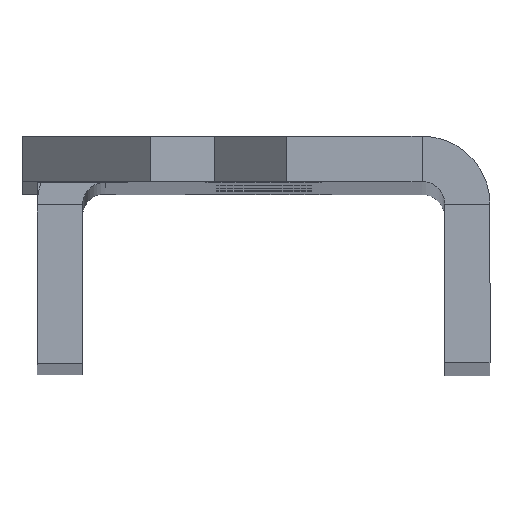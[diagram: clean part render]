
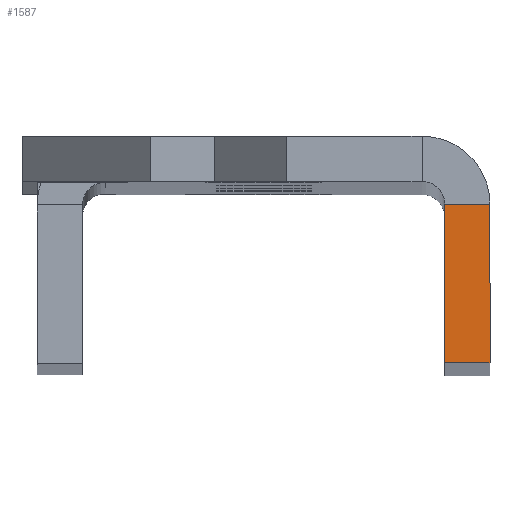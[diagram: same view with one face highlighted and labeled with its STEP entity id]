
A CAD part, top view. The second image highlights one B-rep face of the part: STEP entity #1587.
In plain terms, the highlighted planar face has unit normal (0, 0, 1).
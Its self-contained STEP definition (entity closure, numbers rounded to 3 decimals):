
#15 = ORIENTED_EDGE ( 'NONE', *, *, #656, .F. ) ;
#93 = VECTOR ( 'NONE', #950, 1000. ) ;
#114 = EDGE_CURVE ( 'NONE', #355, #1653, #886, .T. ) ;
#151 = DIRECTION ( 'NONE',  ( 0., -1., 0. ) ) ;
#163 = CARTESIAN_POINT ( 'NONE',  ( -654.148, -1., 166. ) ) ;
#320 = CARTESIAN_POINT ( 'NONE',  ( 10., 2., 166. ) ) ;
#331 = LINE ( 'NONE', #163, #704 ) ;
#355 = VERTEX_POINT ( 'NONE', #995 ) ;
#453 = CARTESIAN_POINT ( 'NONE',  ( 10., -1., 166. ) ) ;
#493 = LINE ( 'NONE', #320, #877 ) ;
#531 = DIRECTION ( 'NONE',  ( 0., 1., 0. ) ) ;
#538 = VERTEX_POINT ( 'NONE', #711 ) ;
#562 = ORIENTED_EDGE ( 'NONE', *, *, #1189, .F. ) ;
#579 = FACE_OUTER_BOUND ( 'NONE', #940, .T. ) ;
#624 = EDGE_CURVE ( 'NONE', #355, #538, #1300, .T. ) ;
#656 = EDGE_CURVE ( 'NONE', #1653, #1250, #331, .T. ) ;
#703 = CARTESIAN_POINT ( 'NONE',  ( 8., 2., 166. ) ) ;
#704 = VECTOR ( 'NONE', #1695, 1000. ) ;
#711 = CARTESIAN_POINT ( 'NONE',  ( 10., -8., 166. ) ) ;
#804 = DIRECTION ( 'NONE',  ( 0., -1., 0. ) ) ;
#860 = ORIENTED_EDGE ( 'NONE', *, *, #624, .T. ) ;
#877 = VECTOR ( 'NONE', #151, 1000. ) ;
#886 = LINE ( 'NONE', #703, #1463 ) ;
#940 = EDGE_LOOP ( 'NONE', ( #562, #15, #1113, #860 ) ) ;
#944 = CARTESIAN_POINT ( 'NONE',  ( 8., -1., 166. ) ) ;
#950 = DIRECTION ( 'NONE',  ( 1., 0., 0. ) ) ;
#981 = DIRECTION ( 'NONE',  ( 0., 0., 1. ) ) ;
#995 = CARTESIAN_POINT ( 'NONE',  ( 8., -8., 166. ) ) ;
#1113 = ORIENTED_EDGE ( 'NONE', *, *, #114, .F. ) ;
#1119 = CARTESIAN_POINT ( 'NONE',  ( -654.148, -8., 166. ) ) ;
#1158 = CARTESIAN_POINT ( 'NONE',  ( -654.148, 2., 166. ) ) ;
#1189 = EDGE_CURVE ( 'NONE', #1250, #538, #493, .T. ) ;
#1218 = AXIS2_PLACEMENT_3D ( 'NONE', #1158, #981, #804 ) ;
#1250 = VERTEX_POINT ( 'NONE', #453 ) ;
#1300 = LINE ( 'NONE', #1119, #93 ) ;
#1341 = PLANE ( 'NONE',  #1218 ) ;
#1463 = VECTOR ( 'NONE', #531, 1000. ) ;
#1587 = ADVANCED_FACE ( 'NONE', ( #579 ), #1341, .T. ) ;
#1653 = VERTEX_POINT ( 'NONE', #944 ) ;
#1695 = DIRECTION ( 'NONE',  ( 1., 0., 0. ) ) ;
